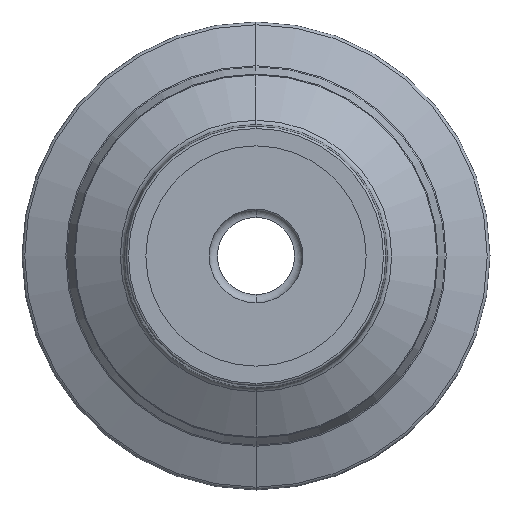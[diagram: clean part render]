
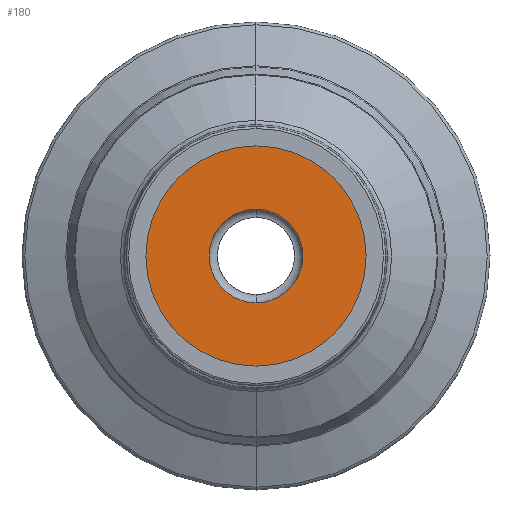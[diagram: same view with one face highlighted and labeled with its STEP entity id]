
A CAD part, left-side view. The second image highlights one B-rep face of the part: STEP entity #180.
In plain terms, the highlighted planar face has unit normal (-1, 0, 0).
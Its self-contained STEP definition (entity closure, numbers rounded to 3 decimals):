
#180=ADVANCED_FACE('NONE',(#414,#415),#416,.T.);
#414=FACE_OUTER_BOUND('',#694,.T.);
#415=FACE_BOUND('',#695,.T.);
#416=PLANE('',#696);
#694=EDGE_LOOP('',(#1180,#1181));
#695=EDGE_LOOP('',(#1182,#1183));
#696=AXIS2_PLACEMENT_3D('',#1184,#1185,#1186);
#1180=ORIENTED_EDGE('',*,*,#1679,.F.);
#1181=ORIENTED_EDGE('',*,*,#1776,.F.);
#1182=ORIENTED_EDGE('',*,*,#1778,.T.);
#1183=ORIENTED_EDGE('',*,*,#1675,.T.);
#1184=CARTESIAN_POINT('',(0.,10.0,0.0));
#1185=DIRECTION('',(-1.0,0.0,0.0));
#1186=DIRECTION('',(0.0,0.0,1.0));
#1675=EDGE_CURVE('NONE',#2015,#2016,#2017,.T.);
#1679=EDGE_CURVE('NONE',#2021,#2022,#2023,.T.);
#1776=EDGE_CURVE('NONE',#2022,#2021,#2164,.T.);
#1778=EDGE_CURVE('NONE',#2016,#2015,#2166,.T.);
#2015=VERTEX_POINT('NONE',#2479);
#2016=VERTEX_POINT('NONE',#2480);
#2017=CIRCLE('',#2481,4.25);
#2021=VERTEX_POINT('NONE',#2487);
#2022=VERTEX_POINT('NONE',#2488);
#2023=CIRCLE('',#2489,10.0);
#2164=CIRCLE('',#2922,10.0);
#2166=CIRCLE('',#2924,4.25);
#2479=CARTESIAN_POINT('',(0.0,0.,4.25));
#2480=CARTESIAN_POINT('',(0.0,0.0,-4.25));
#2481=AXIS2_PLACEMENT_3D('',#3225,#3226,#3227);
#2487=CARTESIAN_POINT('',(0.,0.0,-10.0));
#2488=CARTESIAN_POINT('',(0.,0.,10.0));
#2489=AXIS2_PLACEMENT_3D('',#3230,#3231,#3232);
#2922=AXIS2_PLACEMENT_3D('',#3342,#3343,#3344);
#2924=AXIS2_PLACEMENT_3D('',#3345,#3346,#3347);
#3225=CARTESIAN_POINT('',(0.0,0.0,0.0));
#3226=DIRECTION('',(1.0,0.0,0.0));
#3227=DIRECTION('',(0.0,0.0,-1.0));
#3230=CARTESIAN_POINT('',(0.,0.0,0.0));
#3231=DIRECTION('',(1.0,0.0,0.0));
#3232=DIRECTION('',(0.0,0.0,-1.0));
#3342=CARTESIAN_POINT('',(0.,0.0,0.0));
#3343=DIRECTION('',(1.0,0.0,0.0));
#3344=DIRECTION('',(0.0,0.0,-1.0));
#3345=CARTESIAN_POINT('',(0.0,0.0,0.0));
#3346=DIRECTION('',(1.0,0.0,0.0));
#3347=DIRECTION('',(0.0,0.0,-1.0));
